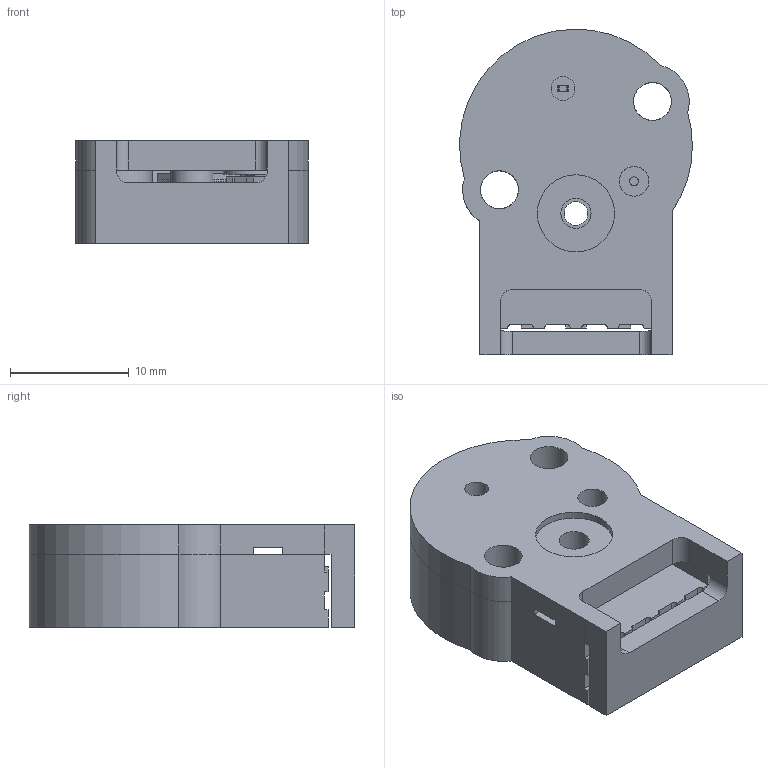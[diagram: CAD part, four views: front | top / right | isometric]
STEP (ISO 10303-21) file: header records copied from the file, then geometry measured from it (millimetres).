
FILE_DESCRIPTION(/* description */ ('STEP AP242','CAx-IF Rec.Pracs.---Representation and Presentation of Product Manufacturing Information (PMI)---4.0---2014-10-13','CAx-IF Rec.Pracs.---3D Tessellated Geometry---0.4---2014-09-14','2;1'),/* implementation_level */ '2;1');
FILE_NAME(/* name */ '644aeaa7b44fb47713e6ec60',/* time_stamp */ '2023-04-27T21:35:35+00:00',/* author */ (''),/* organization */ (''),/* preprocessor_version */ 'ST-DEVELOPER v18.102',/* originating_system */ ' ',/* authorisation */ ' ');
FILE_SCHEMA (('AP242_MANAGED_MODEL_BASED_3D_ENGINEERING_MIM_LF { 1 0 10303 442 1 1 4 }'));
Length unit declared in the file: metre
Products named in the file (12): Canandcoder; LED_0402_1005Metric (1) <1>; SOLID; Bottom Case; QFN-32-1EP_5x5mm_P0.5mm_EP3.45x3.45mm (1) <1>; CanandcoderButton <1>; Top Case 2; CANanandcoder_0.2 PCB; SOIC-8_3.9x4.9mm_P1.27mm (1) <1>
Assembly tree (11 placements, depth 3):
  Canandcoder
    LED_0402_1005Metric (1) <1>
      SOLID
    Bottom Case
    QFN-32-1EP_5x5mm_P0.5mm_EP3.45x3.45mm (1) <1>
      SOLID
    CanandcoderButton <1>
      SOLID
    Top Case 2
    CANanandcoder_0.2 PCB
    SOIC-8_3.9x4.9mm_P1.27mm (1) <1>
      SOLID
Bounding box: 19.61 x 27.42 x 8.67 mm (x, y, z)
Volume: 2599.9 mm3; surface area: 3927.7 mm2
Topology: 7 solids, 7 shells, 555 faces, 1543 edges, 1008 vertices
Faces by surface type: plane 431, cylinder 123, cone 1
Full cylindrical faces by diameter (mm): 0.5 x1, 0.6 x1, 1.99 x1, 2 x1, 2.5 x1, 2.54 x2, 2.99 x1, 3.2 x4, 3.54 x1, 4.5 x1, 6.5 x1, 8 x1
Entity records: 18255 total; most frequent: CARTESIAN_POINT 3116, ORIENTED_EDGE 3034, DIRECTION 2894, EDGE_CURVE 1517, LINE 1252, VECTOR 1252, VERTEX_POINT 999, AXIS2_PLACEMENT_3D 821
